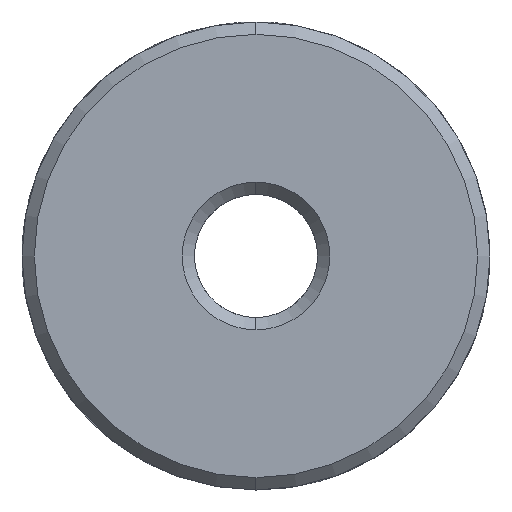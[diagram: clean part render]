
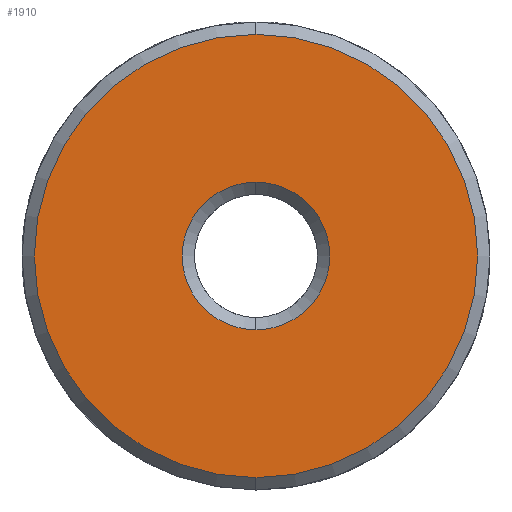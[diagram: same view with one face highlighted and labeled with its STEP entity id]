
A CAD part, left-side view. The second image highlights one B-rep face of the part: STEP entity #1910.
In plain terms, the highlighted planar face has unit normal (-1, 0, 0).
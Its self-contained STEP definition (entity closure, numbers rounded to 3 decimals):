
#2 = AXIS2_PLACEMENT_3D ( 'NONE', #1084, #1103, #1098 ) ;
#26 = AXIS2_PLACEMENT_3D ( 'NONE', #1386, #1405, #1416 ) ;
#138 = VERTEX_POINT ( 'NONE', #1006 ) ;
#317 = EDGE_CURVE ( 'NONE', #993, #1021, #1101, .T. ) ;
#397 = EDGE_CURVE ( 'NONE', #1633, #138, #825, .T. ) ;
#455 = ORIENTED_EDGE ( 'NONE', *, *, #1220, .T. ) ;
#459 = ORIENTED_EDGE ( 'NONE', *, *, #317, .T. ) ;
#467 = ORIENTED_EDGE ( 'NONE', *, *, #397, .T. ) ;
#468 = ORIENTED_EDGE ( 'NONE', *, *, #1216, .T. ) ;
#825 = CIRCLE ( 'NONE', #2, 9. ) ;
#993 = VERTEX_POINT ( 'NONE', #1142 ) ;
#1006 = CARTESIAN_POINT ( 'NONE',  ( 0., 0., -9. ) ) ;
#1021 = VERTEX_POINT ( 'NONE', #1022 ) ;
#1022 = CARTESIAN_POINT ( 'NONE',  ( 0., 0., -3. ) ) ;
#1084 = CARTESIAN_POINT ( 'NONE',  ( 0., 0., 0. ) ) ;
#1098 = DIRECTION ( 'NONE',  ( 0., 0., -1. ) ) ;
#1101 = CIRCLE ( 'NONE', #26, 3. ) ;
#1103 = DIRECTION ( 'NONE',  ( -1., 0., 0. ) ) ;
#1142 = CARTESIAN_POINT ( 'NONE',  ( 0., 0., 3. ) ) ;
#1216 = EDGE_CURVE ( 'NONE', #138, #1633, #2538, .T. ) ;
#1220 = EDGE_CURVE ( 'NONE', #1021, #993, #2763, .T. ) ;
#1357 = CARTESIAN_POINT ( 'NONE',  ( 0., 0., 9. ) ) ;
#1386 = CARTESIAN_POINT ( 'NONE',  ( 0., 0., 0. ) ) ;
#1399 = FACE_BOUND ( 'NONE', #2678, .T. ) ;
#1405 = DIRECTION ( 'NONE',  ( 1., 0., 0. ) ) ;
#1416 = DIRECTION ( 'NONE',  ( 0., 0., -1. ) ) ;
#1478 = DIRECTION ( 'NONE',  ( 0., 0., -1. ) ) ;
#1498 = PLANE ( 'NONE',  #2059 ) ;
#1530 = CARTESIAN_POINT ( 'NONE',  ( 0., 0., 0. ) ) ;
#1533 = DIRECTION ( 'NONE',  ( 1., 0., 0. ) ) ;
#1633 = VERTEX_POINT ( 'NONE', #1357 ) ;
#1844 = FACE_OUTER_BOUND ( 'NONE', #2699, .T. ) ;
#1867 = DIRECTION ( 'NONE',  ( 0., 0., -1. ) ) ;
#1910 = ADVANCED_FACE ( 'NONE', ( #1844, #1399 ), #1498, .F. ) ;
#1938 = DIRECTION ( 'NONE',  ( 1., 0., 0. ) ) ;
#1971 = CARTESIAN_POINT ( 'NONE',  ( 0., 0., 0. ) ) ;
#1978 = DIRECTION ( 'NONE',  ( 0., 0., -1. ) ) ;
#2028 = DIRECTION ( 'NONE',  ( -1., 0., 0. ) ) ;
#2059 = AXIS2_PLACEMENT_3D ( 'NONE', #1530, #1533, #1478 ) ;
#2062 = CARTESIAN_POINT ( 'NONE',  ( 0., 0., 0. ) ) ;
#2538 = CIRCLE ( 'NONE', #2626, 9. ) ;
#2621 = AXIS2_PLACEMENT_3D ( 'NONE', #1971, #1938, #1867 ) ;
#2626 = AXIS2_PLACEMENT_3D ( 'NONE', #2062, #2028, #1978 ) ;
#2678 = EDGE_LOOP ( 'NONE', ( #459, #455 ) ) ;
#2699 = EDGE_LOOP ( 'NONE', ( #468, #467 ) ) ;
#2763 = CIRCLE ( 'NONE', #2621, 3. ) ;
